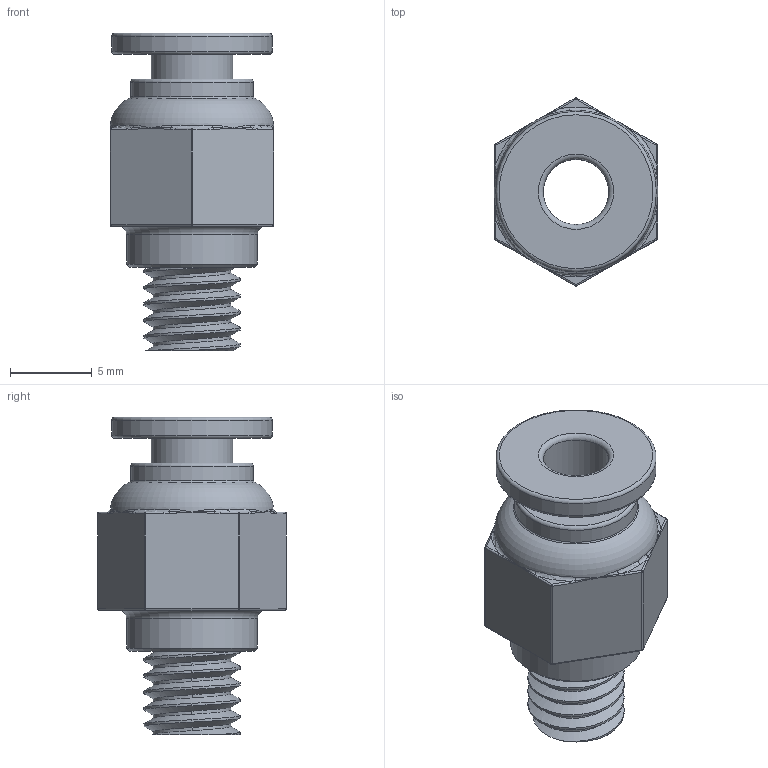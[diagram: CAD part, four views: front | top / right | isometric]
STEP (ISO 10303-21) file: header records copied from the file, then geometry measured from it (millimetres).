
FILE_DESCRIPTION(/* description */ (''),/* implementation_level */ '2;1');
FILE_NAME(/* name */ 'M6 Pneumatic Coupler_v1.step',/* time_stamp */ '2023-05-25T08:27:11-07:00',/* author */ (''),/* organization */ (''),/* preprocessor_version */ 'ST-DEVELOPER v19.2',/* originating_system */ 'Autodesk Translation Framework v12.4.0.73',/* authorisation */ '');
FILE_SCHEMA (('AUTOMOTIVE_DESIGN { 1 0 10303 214 3 1 1 }'));
Length unit declared in the file: millimetre
Products named in the file (1): M6 Coupler
Bounding box: 10 x 11.52 x 19.4 mm (x, y, z)
Volume: 818.9 mm3; surface area: 1329.1 mm2
Topology: 2 solids, 2 shells, 128 faces, 303 edges, 168 vertices
Faces by surface type: cylinder 43, bspline 38, plane 20, torus 14, sphere 12, cone 1
Full cylindrical faces by diameter (mm): 4 x2, 4.744 x3, 5 x2, 5.884 x3, 7.5 x1, 8 x1, 9.8 x1
Entity records: 5387 total; most frequent: CARTESIAN_POINT 2715, ORIENTED_EDGE 576, DIRECTION 496, EDGE_CURVE 288, AXIS2_PLACEMENT_3D 215, VERTEX_POINT 168, EDGE_LOOP 136, FACE_OUTER_BOUND 128
